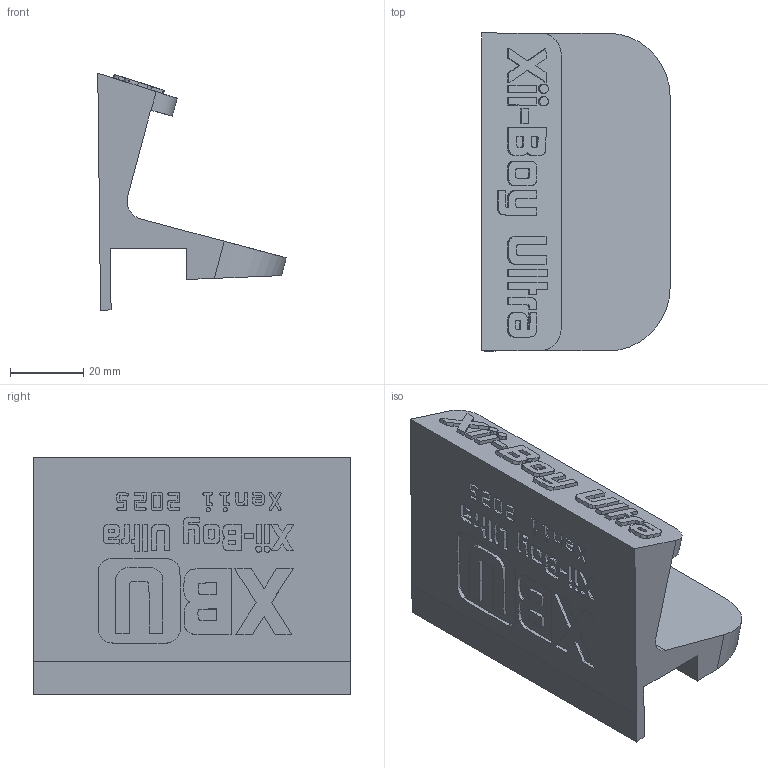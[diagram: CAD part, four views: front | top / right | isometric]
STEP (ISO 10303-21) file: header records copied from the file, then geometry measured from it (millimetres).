
FILE_DESCRIPTION(/* description */ (''),/* implementation_level */ '2;1');
FILE_NAME(/* name */ 'Stand XiiSBar.step',/* time_stamp */ '2025-05-24T15:18:43+02:00',/* author */ (''),/* organization */ (''),/* preprocessor_version */ 'ST-DEVELOPER v20.1',/* originating_system */ 'Autodesk Translation Framework v14.4.0.0',/* authorisation */ '');
FILE_SCHEMA (('AUTOMOTIVE_DESIGN { 1 0 10303 214 3 1 1 }'));
Length unit declared in the file: millimetre
Products named in the file (1): Xii-Boy Ultra
Bounding box: 51.35 x 86.55 x 64.83 mm (x, y, z)
Volume: 77381.5 mm3; surface area: 24848.6 mm2
Topology: 1 solids, 1 shells, 937 faces, 2604 edges, 1736 vertices
Faces by surface type: bspline 482, plane 449, cylinder 6
Entity records: 32122 total; most frequent: CARTESIAN_POINT 12142, ORIENTED_EDGE 5208, EDGE_CURVE 2604, DIRECTION 2562, VERTEX_POINT 1736, LINE 1626, VECTOR 1626, EDGE_LOOP 1004
